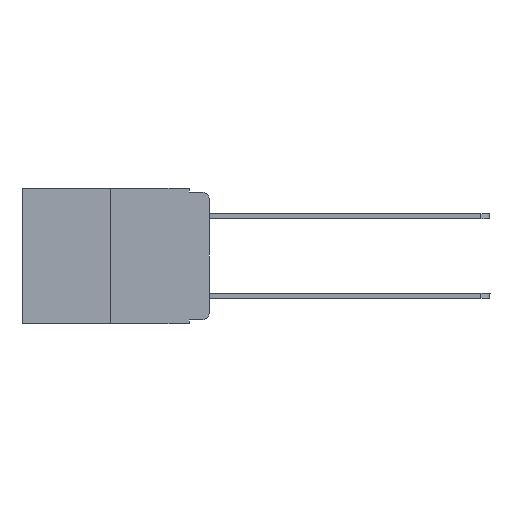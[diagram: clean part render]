
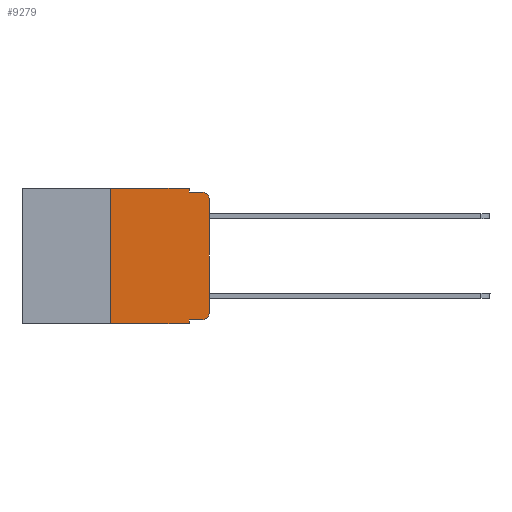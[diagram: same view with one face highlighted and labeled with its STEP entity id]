
A CAD part, left-side view. The second image highlights one B-rep face of the part: STEP entity #9279.
In plain terms, the highlighted planar face has unit normal (-1, 0, 0).
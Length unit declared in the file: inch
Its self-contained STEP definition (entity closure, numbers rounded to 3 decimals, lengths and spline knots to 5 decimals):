
#57 = CARTESIAN_POINT ( 'NONE',  ( 0., 0.051, -0.01 ) ) ;
#210 = CARTESIAN_POINT ( 'NONE',  ( 0., 0., -0.313 ) ) ;
#333 = EDGE_CURVE ( 'NONE', #9399, #646, #3011, .T. ) ;
#366 = CARTESIAN_POINT ( 'NONE',  ( 0., 0.051, 0. ) ) ;
#646 = VERTEX_POINT ( 'NONE', #210 ) ;
#866 = LINE ( 'NONE', #5792, #4851 ) ;
#1128 = EDGE_LOOP ( 'NONE', ( #7100, #7758, #6301, #8752, #10198, #7071, #5370, #3830, #10521, #2611 ) ) ;
#1288 = EDGE_CURVE ( 'NONE', #11450, #3003, #11458, .T. ) ;
#1893 = DIRECTION ( 'NONE',  ( 0., -1., 0. ) ) ;
#2161 = DIRECTION ( 'NONE',  ( 0., 0., -1. ) ) ;
#2373 = DIRECTION ( 'NONE',  ( 0., 0., -1. ) ) ;
#2487 = AXIS2_PLACEMENT_3D ( 'NONE', #11225, #5845, #9437 ) ;
#2611 = ORIENTED_EDGE ( 'NONE', *, *, #333, .T. ) ;
#2622 = VECTOR ( 'NONE', #2373, 39.37008 ) ;
#2881 = LINE ( 'NONE', #9676, #8787 ) ;
#2973 = DIRECTION ( 'NONE',  ( 0., -1., 0. ) ) ;
#3003 = VERTEX_POINT ( 'NONE', #9386 ) ;
#3011 = CIRCLE ( 'NONE', #2487, 0.02 ) ;
#3175 = DIRECTION ( 'NONE',  ( -1., 0., 0. ) ) ;
#3474 = LINE ( 'NONE', #366, #2622 ) ;
#3517 = EDGE_CURVE ( 'NONE', #9708, #5445, #10531, .T. ) ;
#3830 = ORIENTED_EDGE ( 'NONE', *, *, #10371, .F. ) ;
#4100 = DIRECTION ( 'NONE',  ( 0., -1., 0. ) ) ;
#4640 = VECTOR ( 'NONE', #1893, 39.37008 ) ;
#4851 = VECTOR ( 'NONE', #4100, 39.37008 ) ;
#5193 = EDGE_CURVE ( 'NONE', #5445, #7253, #3474, .T. ) ;
#5213 = DIRECTION ( 'NONE',  ( 0., 0., 1. ) ) ;
#5285 = AXIS2_PLACEMENT_3D ( 'NONE', #11338, #3175, #7610 ) ;
#5291 = LINE ( 'NONE', #11355, #9208 ) ;
#5343 = VECTOR ( 'NONE', #2973, 39.37008 ) ;
#5370 = ORIENTED_EDGE ( 'NONE', *, *, #10643, .T. ) ;
#5445 = VERTEX_POINT ( 'NONE', #5459 ) ;
#5459 = CARTESIAN_POINT ( 'NONE',  ( 0., 0.051, 0. ) ) ;
#5683 = PLANE ( 'NONE',  #10017 ) ;
#5773 = DIRECTION ( 'NONE',  ( 0., 0., 1. ) ) ;
#5792 = CARTESIAN_POINT ( 'NONE',  ( 0., 0.051, -0.01 ) ) ;
#5845 = DIRECTION ( 'NONE',  ( -1., 0., 0. ) ) ;
#6159 = CARTESIAN_POINT ( 'NONE',  ( 0., 0.051, -0.343 ) ) ;
#6301 = ORIENTED_EDGE ( 'NONE', *, *, #7343, .F. ) ;
#6497 = EDGE_CURVE ( 'NONE', #6797, #9708, #2881, .T. ) ;
#6545 = CARTESIAN_POINT ( 'NONE',  ( 0., 0.473, -0.343 ) ) ;
#6571 = DIRECTION ( 'NONE',  ( 1., 0., 0. ) ) ;
#6627 = FACE_OUTER_BOUND ( 'NONE', #1128, .T. ) ;
#6671 = CARTESIAN_POINT ( 'NONE',  ( 0., 0., 0. ) ) ;
#6710 = CARTESIAN_POINT ( 'NONE',  ( 0., 0.051, -0.333 ) ) ;
#6797 = VERTEX_POINT ( 'NONE', #11056 ) ;
#6860 = VERTEX_POINT ( 'NONE', #6710 ) ;
#7014 = LINE ( 'NONE', #9929, #8410 ) ;
#7071 = ORIENTED_EDGE ( 'NONE', *, *, #6497, .F. ) ;
#7100 = ORIENTED_EDGE ( 'NONE', *, *, #8064, .T. ) ;
#7253 = VERTEX_POINT ( 'NONE', #57 ) ;
#7289 = DIRECTION ( 'NONE',  ( 0., 0., -1. ) ) ;
#7343 = EDGE_CURVE ( 'NONE', #7253, #3003, #866, .T. ) ;
#7610 = DIRECTION ( 'NONE',  ( 0., 0., -1. ) ) ;
#7758 = ORIENTED_EDGE ( 'NONE', *, *, #1288, .T. ) ;
#8064 = EDGE_CURVE ( 'NONE', #646, #11450, #8886, .T. ) ;
#8317 = VECTOR ( 'NONE', #5773, 39.37008 ) ;
#8410 = VECTOR ( 'NONE', #7289, 39.37008 ) ;
#8752 = ORIENTED_EDGE ( 'NONE', *, *, #5193, .F. ) ;
#8787 = VECTOR ( 'NONE', #5213, 39.37008 ) ;
#8886 = LINE ( 'NONE', #6671, #8317 ) ;
#9208 = VECTOR ( 'NONE', #9558, 39.37008 ) ;
#9279 = ADVANCED_FACE ( 'NONE', ( #6627 ), #5683, .F. ) ;
#9359 = CARTESIAN_POINT ( 'NONE',  ( 0., 0.473, 0. ) ) ;
#9386 = CARTESIAN_POINT ( 'NONE',  ( 0., 0.02, -0.01 ) ) ;
#9399 = VERTEX_POINT ( 'NONE', #9553 ) ;
#9437 = DIRECTION ( 'NONE',  ( 0., 0., -1. ) ) ;
#9553 = CARTESIAN_POINT ( 'NONE',  ( 0., 0.02, -0.333 ) ) ;
#9558 = DIRECTION ( 'NONE',  ( 0., -1., 0. ) ) ;
#9676 = CARTESIAN_POINT ( 'NONE',  ( 0., 0.25, 0. ) ) ;
#9708 = VERTEX_POINT ( 'NONE', #10780 ) ;
#9742 = VERTEX_POINT ( 'NONE', #6159 ) ;
#9929 = CARTESIAN_POINT ( 'NONE',  ( 0., 0.051, 0. ) ) ;
#10017 = AXIS2_PLACEMENT_3D ( 'NONE', #9359, #6571, #2161 ) ;
#10198 = ORIENTED_EDGE ( 'NONE', *, *, #3517, .F. ) ;
#10263 = CARTESIAN_POINT ( 'NONE',  ( 0., 0., -0.03 ) ) ;
#10371 = EDGE_CURVE ( 'NONE', #6860, #9742, #7014, .T. ) ;
#10521 = ORIENTED_EDGE ( 'NONE', *, *, #11505, .T. ) ;
#10531 = LINE ( 'NONE', #11666, #4640 ) ;
#10643 = EDGE_CURVE ( 'NONE', #6797, #9742, #11397, .T. ) ;
#10780 = CARTESIAN_POINT ( 'NONE',  ( 0., 0.25, 0. ) ) ;
#11056 = CARTESIAN_POINT ( 'NONE',  ( 0., 0.25, -0.343 ) ) ;
#11225 = CARTESIAN_POINT ( 'NONE',  ( 0., 0.02, -0.313 ) ) ;
#11338 = CARTESIAN_POINT ( 'NONE',  ( 0., 0.02, -0.03 ) ) ;
#11355 = CARTESIAN_POINT ( 'NONE',  ( 0., 0.051, -0.333 ) ) ;
#11397 = LINE ( 'NONE', #6545, #5343 ) ;
#11450 = VERTEX_POINT ( 'NONE', #10263 ) ;
#11458 = CIRCLE ( 'NONE', #5285, 0.02 ) ;
#11505 = EDGE_CURVE ( 'NONE', #6860, #9399, #5291, .T. ) ;
#11666 = CARTESIAN_POINT ( 'NONE',  ( 0., 0.473, 0. ) ) ;
